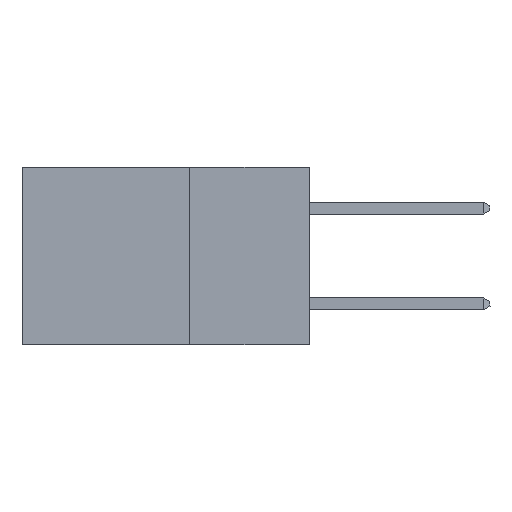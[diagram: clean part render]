
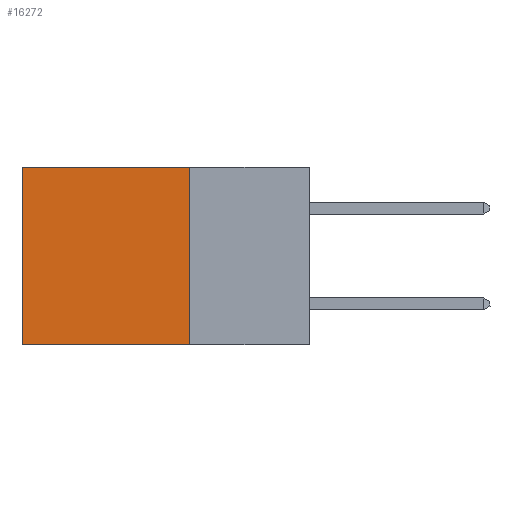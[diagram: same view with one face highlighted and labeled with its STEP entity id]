
A CAD part, left-side view. The second image highlights one B-rep face of the part: STEP entity #16272.
In plain terms, the highlighted planar face has unit normal (-1, 0, 0).
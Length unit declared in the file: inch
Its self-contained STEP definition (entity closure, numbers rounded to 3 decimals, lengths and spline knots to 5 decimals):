
#3330 = DIRECTION ( 'NONE',  ( 0., 0., -1. ) ) ;
#3531 = EDGE_LOOP ( 'NONE', ( #11028, #12876, #6809, #5020 ) ) ;
#4160 = EDGE_CURVE ( 'NONE', #20261, #8244, #12234, .T. ) ;
#4876 = CARTESIAN_POINT ( 'NONE',  ( 0.2875, 0.25, -0.37 ) ) ;
#5020 = ORIENTED_EDGE ( 'NONE', *, *, #4160, .T. ) ;
#5649 = FACE_OUTER_BOUND ( 'NONE', #3531, .T. ) ;
#6679 = CARTESIAN_POINT ( 'NONE',  ( 0.2875, 0.25, 0. ) ) ;
#6809 = ORIENTED_EDGE ( 'NONE', *, *, #16048, .F. ) ;
#6874 = CARTESIAN_POINT ( 'NONE',  ( 0.2875, 0.6, -0.37 ) ) ;
#6969 = VECTOR ( 'NONE', #12620, 39.37008 ) ;
#8244 = VERTEX_POINT ( 'NONE', #10770 ) ;
#8685 = DIRECTION ( 'NONE',  ( 1., 0., 0. ) ) ;
#8817 = VECTOR ( 'NONE', #18105, 39.37008 ) ;
#10302 = EDGE_CURVE ( 'NONE', #8244, #21019, #13958, .T. ) ;
#10428 = EDGE_CURVE ( 'NONE', #18227, #21019, #15844, .T. ) ;
#10770 = CARTESIAN_POINT ( 'NONE',  ( 0.2875, 0.6, 0. ) ) ;
#11028 = ORIENTED_EDGE ( 'NONE', *, *, #10302, .T. ) ;
#11443 = DIRECTION ( 'NONE',  ( 0., 1., 0. ) ) ;
#12234 = LINE ( 'NONE', #16142, #6969 ) ;
#12620 = DIRECTION ( 'NONE',  ( 0., 1., 0. ) ) ;
#12876 = ORIENTED_EDGE ( 'NONE', *, *, #10428, .F. ) ;
#13925 = CARTESIAN_POINT ( 'NONE',  ( 0.2875, 0.25, 0. ) ) ;
#13958 = LINE ( 'NONE', #21616, #8817 ) ;
#14696 = LINE ( 'NONE', #13925, #19355 ) ;
#15710 = AXIS2_PLACEMENT_3D ( 'NONE', #19101, #8685, #20930 ) ;
#15844 = LINE ( 'NONE', #16538, #20582 ) ;
#16048 = EDGE_CURVE ( 'NONE', #20261, #18227, #14696, .T. ) ;
#16142 = CARTESIAN_POINT ( 'NONE',  ( 0.2875, 0.25, 0. ) ) ;
#16272 = ADVANCED_FACE ( 'NONE', ( #5649 ), #17365, .F. ) ;
#16538 = CARTESIAN_POINT ( 'NONE',  ( 0.2875, 0.25, -0.37 ) ) ;
#17365 = PLANE ( 'NONE',  #15710 ) ;
#18105 = DIRECTION ( 'NONE',  ( 0., 0., -1. ) ) ;
#18227 = VERTEX_POINT ( 'NONE', #4876 ) ;
#19101 = CARTESIAN_POINT ( 'NONE',  ( 0.2875, 0.25, 0. ) ) ;
#19355 = VECTOR ( 'NONE', #3330, 39.37008 ) ;
#20261 = VERTEX_POINT ( 'NONE', #6679 ) ;
#20582 = VECTOR ( 'NONE', #11443, 39.37008 ) ;
#20930 = DIRECTION ( 'NONE',  ( 0., 0., -1. ) ) ;
#21019 = VERTEX_POINT ( 'NONE', #6874 ) ;
#21616 = CARTESIAN_POINT ( 'NONE',  ( 0.2875, 0.6, 0. ) ) ;
